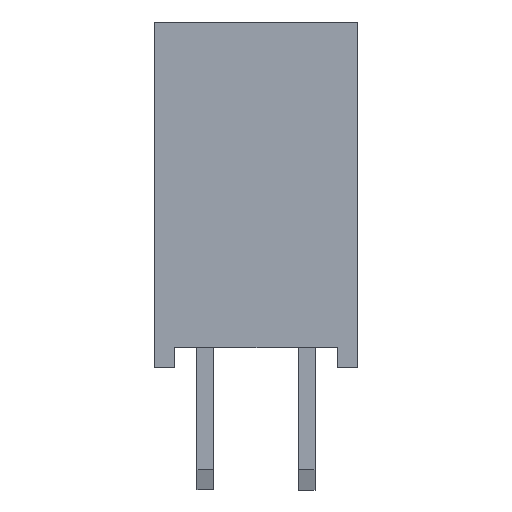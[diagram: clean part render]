
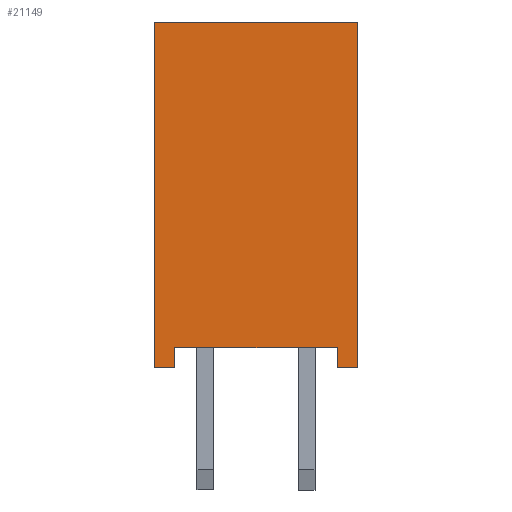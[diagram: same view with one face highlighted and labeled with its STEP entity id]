
A CAD part, left-side view. The second image highlights one B-rep face of the part: STEP entity #21149.
In plain terms, the highlighted planar face has unit normal (-1, 0, 0).
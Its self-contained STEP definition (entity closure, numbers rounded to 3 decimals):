
#663=FACE_OUTER_BOUND('',#1833,.T.);
#1833=EDGE_LOOP('',(#14011,#14012,#14013,#14014,#14015,#14016,#14017,#14018));
#3123=LINE('',#28847,#6107);
#3124=LINE('',#28849,#6108);
#3125=LINE('',#28851,#6109);
#3126=LINE('',#28853,#6110);
#3127=LINE('',#28855,#6111);
#3128=LINE('',#28857,#6112);
#3129=LINE('',#28859,#6113);
#3130=LINE('',#28860,#6114);
#6107=VECTOR('',#23515,0.5);
#6108=VECTOR('',#23516,0.5);
#6109=VECTOR('',#23517,8.5);
#6110=VECTOR('',#23518,5.);
#6111=VECTOR('',#23519,8.5);
#6112=VECTOR('',#23520,0.5);
#6113=VECTOR('',#23521,0.5);
#6114=VECTOR('',#23522,4.);
#9091=VERTEX_POINT('',#28845);
#9092=VERTEX_POINT('',#28846);
#9093=VERTEX_POINT('',#28848);
#9094=VERTEX_POINT('',#28850);
#9095=VERTEX_POINT('',#28852);
#9096=VERTEX_POINT('',#28854);
#9097=VERTEX_POINT('',#28856);
#9098=VERTEX_POINT('',#28858);
#11027=EDGE_CURVE('',#9091,#9092,#3123,.T.);
#11028=EDGE_CURVE('',#9093,#9091,#3124,.T.);
#11029=EDGE_CURVE('',#9094,#9093,#3125,.T.);
#11030=EDGE_CURVE('',#9095,#9094,#3126,.T.);
#11031=EDGE_CURVE('',#9096,#9095,#3127,.T.);
#11032=EDGE_CURVE('',#9097,#9096,#3128,.T.);
#11033=EDGE_CURVE('',#9097,#9098,#3129,.T.);
#11034=EDGE_CURVE('',#9092,#9098,#3130,.T.);
#14011=ORIENTED_EDGE('',*,*,#11027,.F.);
#14012=ORIENTED_EDGE('',*,*,#11028,.F.);
#14013=ORIENTED_EDGE('',*,*,#11029,.F.);
#14014=ORIENTED_EDGE('',*,*,#11030,.F.);
#14015=ORIENTED_EDGE('',*,*,#11031,.F.);
#14016=ORIENTED_EDGE('',*,*,#11032,.F.);
#14017=ORIENTED_EDGE('',*,*,#11033,.T.);
#14018=ORIENTED_EDGE('',*,*,#11034,.F.);
#19979=PLANE('',#22335);
#21149=ADVANCED_FACE('',(#663),#19979,.F.);
#22335=AXIS2_PLACEMENT_3D('',#28844,#23513,#23514);
#23513=DIRECTION('center_axis',(1.,0.,0.));
#23514=DIRECTION('ref_axis',(0.,0.,-1.));
#23515=DIRECTION('',(0.,1.,0.));
#23516=DIRECTION('',(0.,0.,-1.));
#23517=DIRECTION('',(0.,-1.,0.));
#23518=DIRECTION('',(0.,0.,1.));
#23519=DIRECTION('',(0.,1.,0.));
#23520=DIRECTION('',(0.,0.,-1.));
#23521=DIRECTION('',(0.,1.,0.));
#23522=DIRECTION('',(0.,0.,-1.));
#28844=CARTESIAN_POINT('Origin',(-38.35,0.,0.));
#28845=CARTESIAN_POINT('',(-38.35,0.,2.));
#28846=CARTESIAN_POINT('',(-38.35,0.5,2.));
#28847=CARTESIAN_POINT('',(-38.35,0.,2.));
#28848=CARTESIAN_POINT('',(-38.35,0.,2.5));
#28849=CARTESIAN_POINT('',(-38.35,0.,2.5));
#28850=CARTESIAN_POINT('',(-38.35,8.5,2.5));
#28851=CARTESIAN_POINT('',(-38.35,8.5,2.5));
#28852=CARTESIAN_POINT('',(-38.35,8.5,-2.5));
#28853=CARTESIAN_POINT('',(-38.35,8.5,-2.5));
#28854=CARTESIAN_POINT('',(-38.35,0.,-2.5));
#28855=CARTESIAN_POINT('',(-38.35,0.,-2.5));
#28856=CARTESIAN_POINT('',(-38.35,0.,-2.));
#28857=CARTESIAN_POINT('',(-38.35,0.,-2.));
#28858=CARTESIAN_POINT('',(-38.35,0.5,-2.));
#28859=CARTESIAN_POINT('',(-38.35,0.,-2.));
#28860=CARTESIAN_POINT('',(-38.35,0.5,2.));
